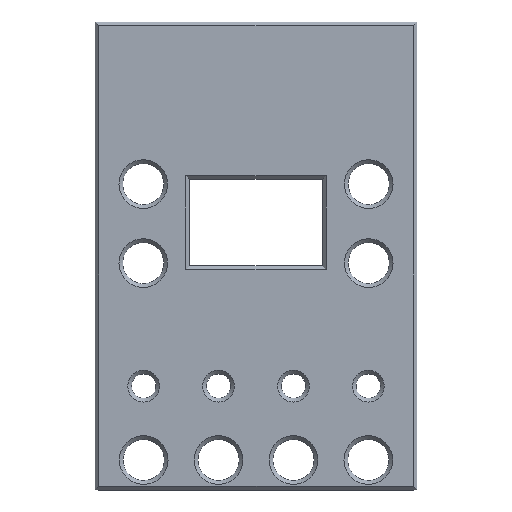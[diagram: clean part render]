
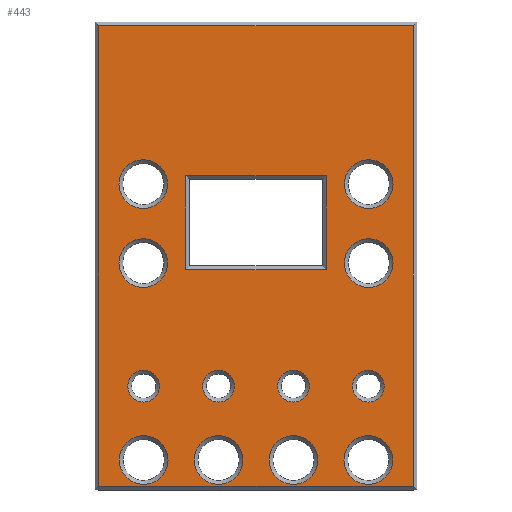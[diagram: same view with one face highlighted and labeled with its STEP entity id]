
A CAD part, top view. The second image highlights one B-rep face of the part: STEP entity #443.
In plain terms, the highlighted planar face has unit normal (0, 0, 1).
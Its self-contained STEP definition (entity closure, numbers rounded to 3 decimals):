
#109 = VERTEX_POINT('',#110);
#110 = CARTESIAN_POINT('',(0.499,-85.404,5.));
#118 = VERTEX_POINT('',#119);
#119 = CARTESIAN_POINT('',(84.499,-85.404,5.));
#125 = EDGE_CURVE('',#109,#118,#126,.T.);
#126 = LINE('',#127,#128);
#127 = CARTESIAN_POINT('',(-0.501,-85.404,5.));
#128 = VECTOR('',#129,1.);
#129 = DIRECTION('',(1.,0.,0.));
#424 = VERTEX_POINT('',#425);
#425 = CARTESIAN_POINT('',(0.499,37.596,5.));
#433 = EDGE_CURVE('',#424,#109,#434,.T.);
#434 = LINE('',#435,#436);
#435 = CARTESIAN_POINT('',(0.499,38.596,5.));
#436 = VECTOR('',#437,1.);
#437 = DIRECTION('',(0.,-1.,0.));
#443 = ADVANCED_FACE('',(#444,#462,#496,#507,#518,#529,#540,#551,#562,
    #573,#584,#595,#606,#617),#628,.T.);
#444 = FACE_BOUND('',#445,.T.);
#445 = EDGE_LOOP('',(#446,#447,#448,#456));
#446 = ORIENTED_EDGE('',*,*,#433,.T.);
#447 = ORIENTED_EDGE('',*,*,#125,.T.);
#448 = ORIENTED_EDGE('',*,*,#449,.T.);
#449 = EDGE_CURVE('',#118,#450,#452,.T.);
#450 = VERTEX_POINT('',#451);
#451 = CARTESIAN_POINT('',(84.499,37.596,5.));
#452 = LINE('',#453,#454);
#453 = CARTESIAN_POINT('',(84.499,-86.404,5.));
#454 = VECTOR('',#455,1.);
#455 = DIRECTION('',(0.,1.,0.));
#456 = ORIENTED_EDGE('',*,*,#457,.T.);
#457 = EDGE_CURVE('',#450,#424,#458,.T.);
#458 = LINE('',#459,#460);
#459 = CARTESIAN_POINT('',(85.499,37.596,5.));
#460 = VECTOR('',#461,1.);
#461 = DIRECTION('',(-1.,0.,0.));
#462 = FACE_BOUND('',#463,.T.);
#463 = EDGE_LOOP('',(#464,#474,#482,#490));
#464 = ORIENTED_EDGE('',*,*,#465,.F.);
#465 = EDGE_CURVE('',#466,#468,#470,.T.);
#466 = VERTEX_POINT('',#467);
#467 = CARTESIAN_POINT('',(23.749,-2.454,5.));
#468 = VERTEX_POINT('',#469);
#469 = CARTESIAN_POINT('',(23.749,-27.554,5.));
#470 = LINE('',#471,#472);
#471 = CARTESIAN_POINT('',(23.749,-3.454,5.));
#472 = VECTOR('',#473,1.);
#473 = DIRECTION('',(0.,-1.,0.));
#474 = ORIENTED_EDGE('',*,*,#475,.T.);
#475 = EDGE_CURVE('',#466,#476,#478,.T.);
#476 = VERTEX_POINT('',#477);
#477 = CARTESIAN_POINT('',(61.249,-2.454,5.));
#478 = LINE('',#479,#480);
#479 = CARTESIAN_POINT('',(24.749,-2.454,5.));
#480 = VECTOR('',#481,1.);
#481 = DIRECTION('',(1.,0.,0.));
#482 = ORIENTED_EDGE('',*,*,#483,.F.);
#483 = EDGE_CURVE('',#484,#476,#486,.T.);
#484 = VERTEX_POINT('',#485);
#485 = CARTESIAN_POINT('',(61.249,-27.554,5.));
#486 = LINE('',#487,#488);
#487 = CARTESIAN_POINT('',(61.249,-26.554,5.));
#488 = VECTOR('',#489,1.);
#489 = DIRECTION('',(0.,1.,0.));
#490 = ORIENTED_EDGE('',*,*,#491,.T.);
#491 = EDGE_CURVE('',#484,#468,#492,.T.);
#492 = LINE('',#493,#494);
#493 = CARTESIAN_POINT('',(60.249,-27.554,5.));
#494 = VECTOR('',#495,1.);
#495 = DIRECTION('',(-1.,0.,0.));
#496 = FACE_BOUND('',#497,.T.);
#497 = EDGE_LOOP('',(#498));
#498 = ORIENTED_EDGE('',*,*,#499,.F.);
#499 = EDGE_CURVE('',#500,#500,#502,.T.);
#500 = VERTEX_POINT('',#501);
#501 = CARTESIAN_POINT('',(18.999,-78.404,5.));
#502 = CIRCLE('',#503,6.5);
#503 = AXIS2_PLACEMENT_3D('',#504,#505,#506);
#504 = CARTESIAN_POINT('',(12.499,-78.404,5.));
#505 = DIRECTION('',(0.,0.,1.));
#506 = DIRECTION('',(1.,0.,-0.));
#507 = FACE_BOUND('',#508,.T.);
#508 = EDGE_LOOP('',(#509));
#509 = ORIENTED_EDGE('',*,*,#510,.F.);
#510 = EDGE_CURVE('',#511,#511,#513,.T.);
#511 = VERTEX_POINT('',#512);
#512 = CARTESIAN_POINT('',(38.999,-78.404,5.));
#513 = CIRCLE('',#514,6.5);
#514 = AXIS2_PLACEMENT_3D('',#515,#516,#517);
#515 = CARTESIAN_POINT('',(32.499,-78.404,5.));
#516 = DIRECTION('',(0.,0.,1.));
#517 = DIRECTION('',(1.,0.,-0.));
#518 = FACE_BOUND('',#519,.T.);
#519 = EDGE_LOOP('',(#520));
#520 = ORIENTED_EDGE('',*,*,#521,.F.);
#521 = EDGE_CURVE('',#522,#522,#524,.T.);
#522 = VERTEX_POINT('',#523);
#523 = CARTESIAN_POINT('',(58.999,-78.404,5.));
#524 = CIRCLE('',#525,6.5);
#525 = AXIS2_PLACEMENT_3D('',#526,#527,#528);
#526 = CARTESIAN_POINT('',(52.499,-78.404,5.));
#527 = DIRECTION('',(0.,0.,1.));
#528 = DIRECTION('',(1.,0.,-0.));
#529 = FACE_BOUND('',#530,.T.);
#530 = EDGE_LOOP('',(#531));
#531 = ORIENTED_EDGE('',*,*,#532,.F.);
#532 = EDGE_CURVE('',#533,#533,#535,.T.);
#533 = VERTEX_POINT('',#534);
#534 = CARTESIAN_POINT('',(78.999,-78.404,5.));
#535 = CIRCLE('',#536,6.5);
#536 = AXIS2_PLACEMENT_3D('',#537,#538,#539);
#537 = CARTESIAN_POINT('',(72.499,-78.404,5.));
#538 = DIRECTION('',(0.,0.,1.));
#539 = DIRECTION('',(1.,0.,-0.));
#540 = FACE_BOUND('',#541,.T.);
#541 = EDGE_LOOP('',(#542));
#542 = ORIENTED_EDGE('',*,*,#543,.F.);
#543 = EDGE_CURVE('',#544,#544,#546,.T.);
#544 = VERTEX_POINT('',#545);
#545 = CARTESIAN_POINT('',(18.894,-25.804,5.));
#546 = CIRCLE('',#547,6.5);
#547 = AXIS2_PLACEMENT_3D('',#548,#549,#550);
#548 = CARTESIAN_POINT('',(12.394,-25.804,5.));
#549 = DIRECTION('',(0.,0.,1.));
#550 = DIRECTION('',(1.,0.,-0.));
#551 = FACE_BOUND('',#552,.T.);
#552 = EDGE_LOOP('',(#553));
#553 = ORIENTED_EDGE('',*,*,#554,.F.);
#554 = EDGE_CURVE('',#555,#555,#557,.T.);
#555 = VERTEX_POINT('',#556);
#556 = CARTESIAN_POINT('',(79.104,-25.804,5.));
#557 = CIRCLE('',#558,6.5);
#558 = AXIS2_PLACEMENT_3D('',#559,#560,#561);
#559 = CARTESIAN_POINT('',(72.604,-25.804,5.));
#560 = DIRECTION('',(0.,0.,1.));
#561 = DIRECTION('',(1.,0.,-0.));
#562 = FACE_BOUND('',#563,.T.);
#563 = EDGE_LOOP('',(#564));
#564 = ORIENTED_EDGE('',*,*,#565,.F.);
#565 = EDGE_CURVE('',#566,#566,#568,.T.);
#566 = VERTEX_POINT('',#567);
#567 = CARTESIAN_POINT('',(79.104,-4.704,5.));
#568 = CIRCLE('',#569,6.5);
#569 = AXIS2_PLACEMENT_3D('',#570,#571,#572);
#570 = CARTESIAN_POINT('',(72.604,-4.704,5.));
#571 = DIRECTION('',(0.,-0.,1.));
#572 = DIRECTION('',(1.,0.,0.));
#573 = FACE_BOUND('',#574,.T.);
#574 = EDGE_LOOP('',(#575));
#575 = ORIENTED_EDGE('',*,*,#576,.F.);
#576 = EDGE_CURVE('',#577,#577,#579,.T.);
#577 = VERTEX_POINT('',#578);
#578 = CARTESIAN_POINT('',(18.894,-4.704,5.));
#579 = CIRCLE('',#580,6.5);
#580 = AXIS2_PLACEMENT_3D('',#581,#582,#583);
#581 = CARTESIAN_POINT('',(12.394,-4.704,5.));
#582 = DIRECTION('',(0.,-0.,1.));
#583 = DIRECTION('',(1.,0.,0.));
#584 = FACE_BOUND('',#585,.T.);
#585 = EDGE_LOOP('',(#586));
#586 = ORIENTED_EDGE('',*,*,#587,.F.);
#587 = EDGE_CURVE('',#588,#588,#590,.T.);
#588 = VERTEX_POINT('',#589);
#589 = CARTESIAN_POINT('',(16.749,-58.664,5.));
#590 = CIRCLE('',#591,4.25);
#591 = AXIS2_PLACEMENT_3D('',#592,#593,#594);
#592 = CARTESIAN_POINT('',(12.499,-58.664,5.));
#593 = DIRECTION('',(0.,0.,1.));
#594 = DIRECTION('',(1.,0.,-0.));
#595 = FACE_BOUND('',#596,.T.);
#596 = EDGE_LOOP('',(#597));
#597 = ORIENTED_EDGE('',*,*,#598,.F.);
#598 = EDGE_CURVE('',#599,#599,#601,.T.);
#599 = VERTEX_POINT('',#600);
#600 = CARTESIAN_POINT('',(36.749,-58.664,5.));
#601 = CIRCLE('',#602,4.25);
#602 = AXIS2_PLACEMENT_3D('',#603,#604,#605);
#603 = CARTESIAN_POINT('',(32.499,-58.664,5.));
#604 = DIRECTION('',(0.,0.,1.));
#605 = DIRECTION('',(1.,0.,-0.));
#606 = FACE_BOUND('',#607,.T.);
#607 = EDGE_LOOP('',(#608));
#608 = ORIENTED_EDGE('',*,*,#609,.F.);
#609 = EDGE_CURVE('',#610,#610,#612,.T.);
#610 = VERTEX_POINT('',#611);
#611 = CARTESIAN_POINT('',(56.749,-58.664,5.));
#612 = CIRCLE('',#613,4.25);
#613 = AXIS2_PLACEMENT_3D('',#614,#615,#616);
#614 = CARTESIAN_POINT('',(52.499,-58.664,5.));
#615 = DIRECTION('',(0.,0.,1.));
#616 = DIRECTION('',(1.,0.,-0.));
#617 = FACE_BOUND('',#618,.T.);
#618 = EDGE_LOOP('',(#619));
#619 = ORIENTED_EDGE('',*,*,#620,.F.);
#620 = EDGE_CURVE('',#621,#621,#623,.T.);
#621 = VERTEX_POINT('',#622);
#622 = CARTESIAN_POINT('',(76.749,-58.664,5.));
#623 = CIRCLE('',#624,4.25);
#624 = AXIS2_PLACEMENT_3D('',#625,#626,#627);
#625 = CARTESIAN_POINT('',(72.499,-58.664,5.));
#626 = DIRECTION('',(0.,0.,1.));
#627 = DIRECTION('',(1.,0.,-0.));
#628 = PLANE('',#629);
#629 = AXIS2_PLACEMENT_3D('',#630,#631,#632);
#630 = CARTESIAN_POINT('',(42.499,-23.904,5.));
#631 = DIRECTION('',(0.,0.,1.));
#632 = DIRECTION('',(1.,0.,0.));
